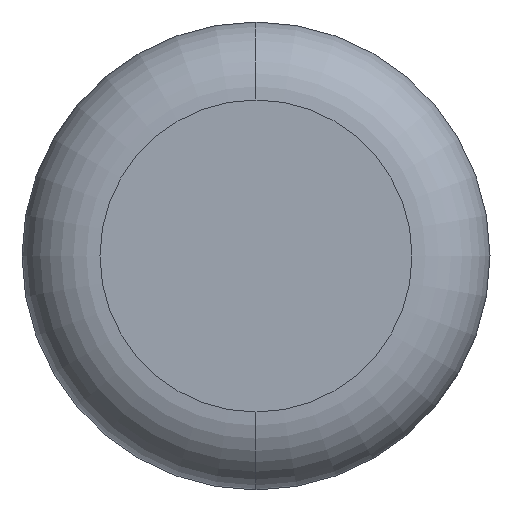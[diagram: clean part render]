
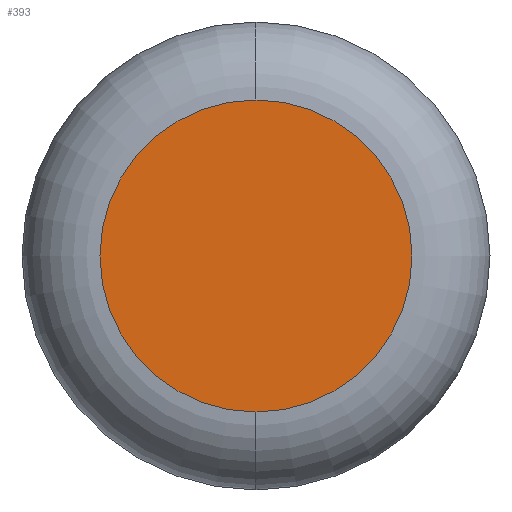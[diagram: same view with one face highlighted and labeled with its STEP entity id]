
A CAD part, front view. The second image highlights one B-rep face of the part: STEP entity #393.
In plain terms, the highlighted planar face has unit normal (0, -1, 0).
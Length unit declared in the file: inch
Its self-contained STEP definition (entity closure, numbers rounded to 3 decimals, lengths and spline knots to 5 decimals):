
#4 = AXIS2_PLACEMENT_3D ( 'NONE', #128, #159, #450 ) ;
#58 = FACE_OUTER_BOUND ( 'NONE', #62, .T. ) ;
#62 = EDGE_LOOP ( 'NONE', ( #132, #349 ) ) ;
#80 = DIRECTION ( 'NONE',  ( 0., -1., 0. ) ) ;
#85 = CARTESIAN_POINT ( 'NONE',  ( 0., 0., 0. ) ) ;
#117 = CIRCLE ( 'NONE', #289, 0.25 ) ;
#128 = CARTESIAN_POINT ( 'NONE',  ( 0., 0., 0. ) ) ;
#132 = ORIENTED_EDGE ( 'NONE', *, *, #226, .T. ) ;
#157 = CARTESIAN_POINT ( 'NONE',  ( 0., 0., -0.25 ) ) ;
#159 = DIRECTION ( 'NONE',  ( 0., -1., 0. ) ) ;
#226 = EDGE_CURVE ( 'NONE', #293, #360, #117, .T. ) ;
#269 = EDGE_CURVE ( 'NONE', #360, #293, #488, .T. ) ;
#288 = PLANE ( 'NONE',  #4 ) ;
#289 = AXIS2_PLACEMENT_3D ( 'NONE', #85, #505, #456 ) ;
#293 = VERTEX_POINT ( 'NONE', #157 ) ;
#316 = DIRECTION ( 'NONE',  ( 0., 0., -1. ) ) ;
#323 = CARTESIAN_POINT ( 'NONE',  ( 0., 0., 0.25 ) ) ;
#349 = ORIENTED_EDGE ( 'NONE', *, *, #269, .T. ) ;
#360 = VERTEX_POINT ( 'NONE', #323 ) ;
#362 = CARTESIAN_POINT ( 'NONE',  ( 0., 0., 0. ) ) ;
#393 = ADVANCED_FACE ( 'NONE', ( #58 ), #288, .T. ) ;
#425 = AXIS2_PLACEMENT_3D ( 'NONE', #362, #80, #316 ) ;
#450 = DIRECTION ( 'NONE',  ( 0., 0., -1. ) ) ;
#456 = DIRECTION ( 'NONE',  ( 0., 0., -1. ) ) ;
#488 = CIRCLE ( 'NONE', #425, 0.25 ) ;
#505 = DIRECTION ( 'NONE',  ( 0., -1., 0. ) ) ;
